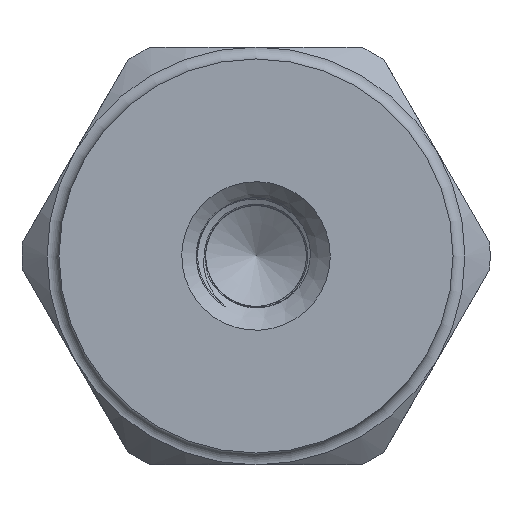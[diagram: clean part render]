
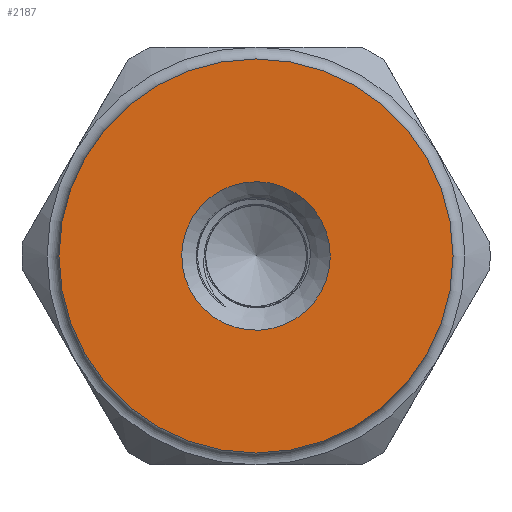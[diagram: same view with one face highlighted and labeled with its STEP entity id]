
A CAD part, front view. The second image highlights one B-rep face of the part: STEP entity #2187.
In plain terms, the highlighted planar face has unit normal (0, -1, 0).
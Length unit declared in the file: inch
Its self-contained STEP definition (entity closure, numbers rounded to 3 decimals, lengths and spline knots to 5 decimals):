
#237=FACE_BOUND('',#598,.T.);
#274=CIRCLE('',#2302,0.1555);
#293=CIRCLE('',#2335,0.4125);
#432=FACE_OUTER_BOUND('',#597,.T.);
#597=EDGE_LOOP('',(#1946));
#598=EDGE_LOOP('',(#1947));
#1059=VERTEX_POINT('',#9271);
#1090=VERTEX_POINT('',#9386);
#1343=EDGE_CURVE('',#1059,#1059,#274,.T.);
#1387=EDGE_CURVE('',#1090,#1090,#293,.T.);
#1946=ORIENTED_EDGE('',*,*,#1387,.T.);
#1947=ORIENTED_EDGE('',*,*,#1343,.F.);
#2060=PLANE('',#2334);
#2187=ADVANCED_FACE('',(#432,#237),#2060,.F.);
#2302=AXIS2_PLACEMENT_3D('',#9272,#2661,#2662);
#2334=AXIS2_PLACEMENT_3D('',#9385,#2737,#2738);
#2335=AXIS2_PLACEMENT_3D('',#9387,#2739,#2740);
#2661=DIRECTION('center_axis',(0.,-1.,0.));
#2662=DIRECTION('ref_axis',(-1.,0.,0.));
#2737=DIRECTION('center_axis',(0.,1.,0.));
#2738=DIRECTION('ref_axis',(0.,0.,1.));
#2739=DIRECTION('center_axis',(0.,-1.,0.));
#2740=DIRECTION('ref_axis',(-1.,0.,0.));
#9271=CARTESIAN_POINT('',(0.1555,-0.675,0.));
#9272=CARTESIAN_POINT('Origin',(0.,-0.675,0.));
#9385=CARTESIAN_POINT('Origin',(0.,-0.675,0.));
#9386=CARTESIAN_POINT('',(0.4125,-0.675,0.));
#9387=CARTESIAN_POINT('Origin',(0.,-0.675,0.));
